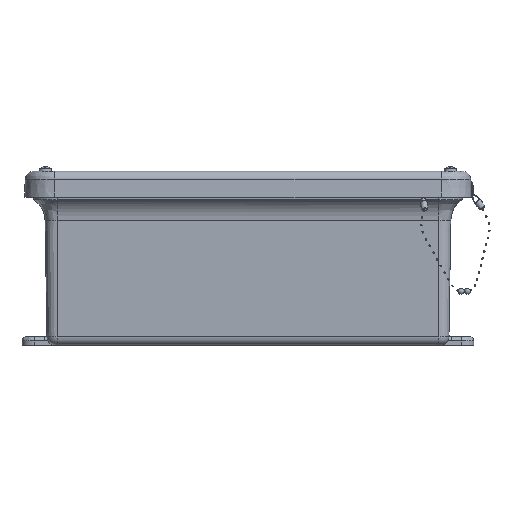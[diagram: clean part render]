
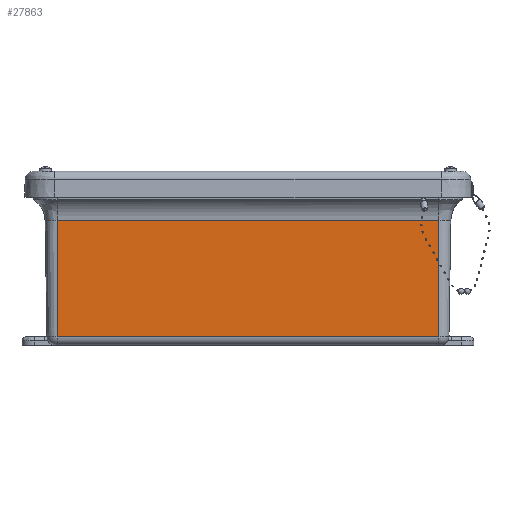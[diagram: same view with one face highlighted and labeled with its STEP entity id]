
A CAD part, left-side view. The second image highlights one B-rep face of the part: STEP entity #27863.
In plain terms, the highlighted planar face has unit normal (-1, 0, -0.016).
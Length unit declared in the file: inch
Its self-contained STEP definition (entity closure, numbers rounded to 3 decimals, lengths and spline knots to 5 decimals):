
#1301 = CARTESIAN_POINT ( 'NONE',  ( -5.0975, 5.72975, -0.00198 ) ) ;
#1442 = DIRECTION ( 'NONE',  ( 0.016, 0., -1. ) ) ;
#3801 = LINE ( 'NONE', #6336, #34164 ) ;
#4528 = VERTEX_POINT ( 'NONE', #40815 ) ;
#5965 = LINE ( 'NONE', #20815, #41801 ) ;
#6336 = CARTESIAN_POINT ( 'NONE',  ( -5.0774, 5.72975, -1.24779 ) ) ;
#6372 = CARTESIAN_POINT ( 'NONE',  ( -5.0774, 5.72975, -1.24778 ) ) ;
#6917 = VERTEX_POINT ( 'NONE', #33930 ) ;
#7942 = EDGE_LOOP ( 'NONE', ( #24099, #13507, #38150, #35419, #9050, #28025 ) ) ;
#8925 = CARTESIAN_POINT ( 'NONE',  ( -5.0975, -5.72975, -0.00198 ) ) ;
#9011 = DIRECTION ( 'NONE',  ( 0., -1., -0.001 ) ) ;
#9050 = ORIENTED_EDGE ( 'NONE', *, *, #33726, .F. ) ;
#9734 = EDGE_CURVE ( 'NONE', #43176, #16092, #36236, .T. ) ;
#9784 = CARTESIAN_POINT ( 'NONE',  ( -5.02081, -5.72975, -4.75403 ) ) ;
#10234 = EDGE_CURVE ( 'NONE', #43176, #39063, #36102, .T. ) ;
#10445 = VECTOR ( 'NONE', #9011, 39.37008 ) ;
#11243 = VECTOR ( 'NONE', #35420, 39.37008 ) ;
#12598 = DIRECTION ( 'NONE',  ( -0.016, 0., 1. ) ) ;
#13507 = ORIENTED_EDGE ( 'NONE', *, *, #9734, .T. ) ;
#16092 = VERTEX_POINT ( 'NONE', #27596 ) ;
#17170 = EDGE_CURVE ( 'NONE', #39063, #27763, #38960, .T. ) ;
#19498 = CARTESIAN_POINT ( 'NONE',  ( -5.02081, 0., -4.75403 ) ) ;
#20815 = CARTESIAN_POINT ( 'NONE',  ( -5.0774, -5.72975, -1.24778 ) ) ;
#24099 = ORIENTED_EDGE ( 'NONE', *, *, #10234, .F. ) ;
#24190 = EDGE_CURVE ( 'NONE', #4528, #16092, #5965, .T. ) ;
#25559 = DIRECTION ( 'NONE',  ( -1., 0., -0.016 ) ) ;
#25867 = DIRECTION ( 'NONE',  ( 0., 1., 0. ) ) ;
#27596 = CARTESIAN_POINT ( 'NONE',  ( -5.0774, -5.72975, -1.24778 ) ) ;
#27763 = VERTEX_POINT ( 'NONE', #6372 ) ;
#27863 = ADVANCED_FACE ( 'NONE', ( #44796 ), #41840, .T. ) ;
#28025 = ORIENTED_EDGE ( 'NONE', *, *, #17170, .F. ) ;
#30540 = LINE ( 'NONE', #36896, #10445 ) ;
#31550 = CARTESIAN_POINT ( 'NONE',  ( -5.02081, 5.72975, -4.75403 ) ) ;
#33726 = EDGE_CURVE ( 'NONE', #27763, #6917, #30540, .T. ) ;
#33930 = CARTESIAN_POINT ( 'NONE',  ( -5.0774, 5.72479, -1.24779 ) ) ;
#34164 = VECTOR ( 'NONE', #41521, 39.37008 ) ;
#35419 = ORIENTED_EDGE ( 'NONE', *, *, #43914, .T. ) ;
#35420 = DIRECTION ( 'NONE',  ( -0.016, 0., 1. ) ) ;
#35695 = VECTOR ( 'NONE', #12598, 39.37008 ) ;
#36102 = LINE ( 'NONE', #19498, #43179 ) ;
#36236 = LINE ( 'NONE', #8925, #35695 ) ;
#36896 = CARTESIAN_POINT ( 'NONE',  ( -5.0774, 5.72479, -1.24779 ) ) ;
#38150 = ORIENTED_EDGE ( 'NONE', *, *, #24190, .F. ) ;
#38960 = LINE ( 'NONE', #42426, #11243 ) ;
#39063 = VERTEX_POINT ( 'NONE', #31550 ) ;
#40815 = CARTESIAN_POINT ( 'NONE',  ( -5.0774, -5.7248, -1.24779 ) ) ;
#41521 = DIRECTION ( 'NONE',  ( 0., 1., 0. ) ) ;
#41767 = DIRECTION ( 'NONE',  ( 0., -1., 0.001 ) ) ;
#41801 = VECTOR ( 'NONE', #41767, 39.37008 ) ;
#41840 = PLANE ( 'NONE',  #44725 ) ;
#42426 = CARTESIAN_POINT ( 'NONE',  ( -5.01684, 5.72975, -5. ) ) ;
#43176 = VERTEX_POINT ( 'NONE', #9784 ) ;
#43179 = VECTOR ( 'NONE', #25867, 39.37008 ) ;
#43914 = EDGE_CURVE ( 'NONE', #4528, #6917, #3801, .T. ) ;
#44725 = AXIS2_PLACEMENT_3D ( 'NONE', #1301, #25559, #1442 ) ;
#44796 = FACE_OUTER_BOUND ( 'NONE', #7942, .T. ) ;
